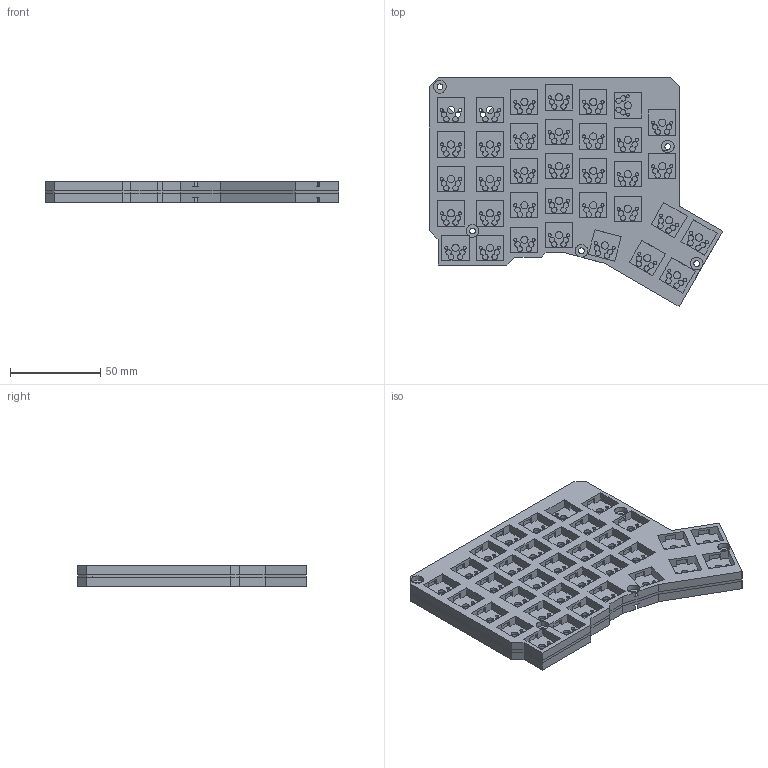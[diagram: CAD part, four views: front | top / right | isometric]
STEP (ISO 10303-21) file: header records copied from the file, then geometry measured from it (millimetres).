
FILE_DESCRIPTION(/* description */ (''),/* implementation_level */ '2;1');
FILE_NAME(/* name */ 'RedoxRev2.0WHSCase v15.step',/* time_stamp */ '2021-04-04T12:22:30+02:00',/* author */ (''),/* organization */ (''),/* preprocessor_version */ 'ST-DEVELOPER v18.1',/* originating_system */ 'Autodesk Translation Framework v9.10.0.1330',/* authorisation */ '');
FILE_SCHEMA (('AUTOMOTIVE_DESIGN { 1 0 10303 214 3 1 1 }'));
Length unit declared in the file: millimetre
Products named in the file (8): RedoxRev2.0WHSCase; PinHeader_1x04_P2.54mm_Horizontal; SOLID; BatteryHolder_Keystone_3034_1x20mm; SOLID (1); COMPOUND; Backplate; Frontplate
Assembly tree (7 placements, depth 3):
  RedoxRev2.0WHSCase
    PinHeader_1x04_P2.54mm_Horizontal
      SOLID
    BatteryHolder_Keystone_3034_1x20mm
      SOLID (1)
    COMPOUND
    Backplate
    Frontplate
Bounding box: 162.18 x 126.49 x 11.6 mm (x, y, z)
Volume: 107373.2 mm3; surface area: 99521.1 mm2
Topology: 5 solids, 5 shells, 1564 faces, 4433 edges, 2914 vertices
Faces by surface type: plane 1170, cylinder 394
Full cylindrical faces by diameter (mm): 0.9 x4, 1 x74, 1.702 x70, 3.2 x14, 3.988 x35, 7 x5
Entity records: 51809 total; most frequent: CARTESIAN_POINT 8926, ORIENTED_EDGE 8866, DIRECTION 8389, EDGE_CURVE 4433, LINE 3635, VECTOR 3635, VERTEX_POINT 2914, AXIS2_PLACEMENT_3D 2377
